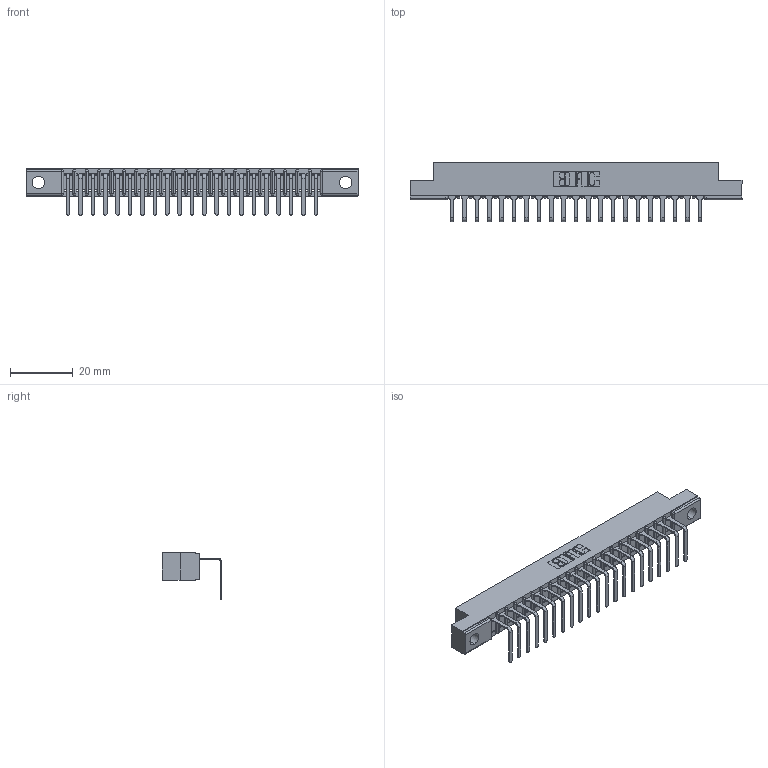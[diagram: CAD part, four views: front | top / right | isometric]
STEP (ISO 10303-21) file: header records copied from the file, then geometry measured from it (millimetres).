
FILE_DESCRIPTION (( 'STEP AP203' ), '1' );
FILE_NAME ('307-021-558-104.STEP', '2019-09-04T13:21:24', ( '' ), ( '' ), 'SwSTEP 2.0', 'SolidWorks 2016', '' );
FILE_SCHEMA (( 'CONFIG_CONTROL_DESIGN' ));
Length unit declared in the file: inch
Products named in the file (3): 307-290-001_558 - 2 (Single); 307-021-558-104; 307 Part_.156 Dia Mounting Holes
Assembly tree (22 placements, depth 2):
  307-021-558-104
    307 Part_.156 Dia Mounting Holes
    307-290-001_558 - 2 (Single)  x21
Bounding box: 106.22 x 18.96 x 14.81 mm (x, y, z)
Volume: 6698.2 mm3; surface area: 10794.2 mm2
Topology: 22 solids, 22 shells, 1414 faces, 4013 edges, 2586 vertices
Faces by surface type: plane 903, cylinder 467, sphere 44
Entity records: 21114 total; most frequent: CARTESIAN_POINT 3554, ORIENTED_EDGE 3538, DIRECTION 3461, EDGE_CURVE 1769, VECTOR 1355, LINE 1355, VERTEX_POINT 1146, AXIS2_PLACEMENT_3D 1053
